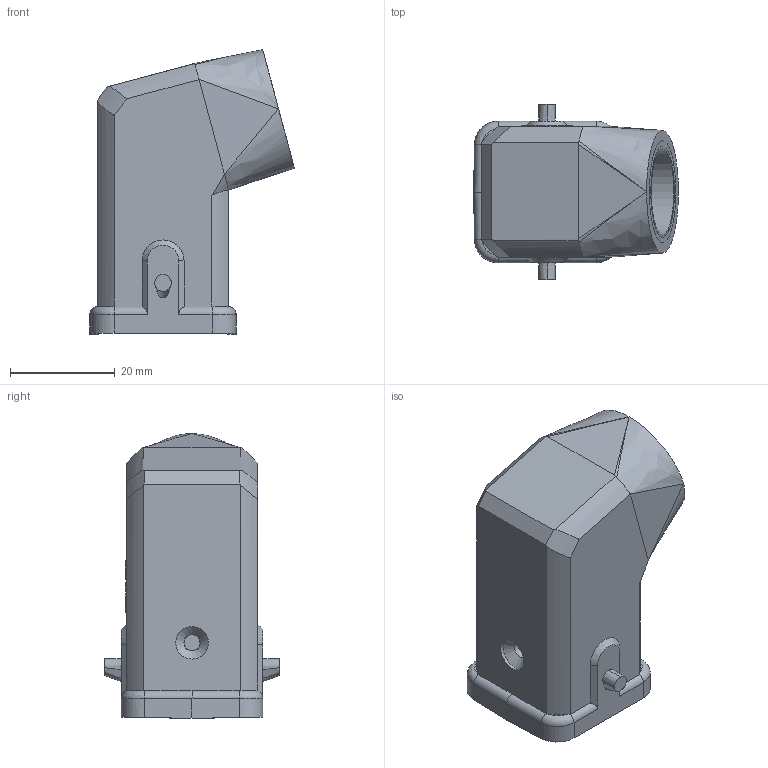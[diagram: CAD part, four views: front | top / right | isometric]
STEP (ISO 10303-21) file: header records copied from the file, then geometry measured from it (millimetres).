
FILE_DESCRIPTION((''),'2;1');
FILE_NAME('05200031642.stp','2020-07-08T08:08:38',('e.eickhoff'),(''),'Autodesk Inventor 2012','Autodesk Inventor 2012','');
FILE_SCHEMA(('AUTOMOTIVE_DESIGN { 1 0 10303 214 1 1 1 1 }'));
Length unit declared in the file: millimetre
Products named in the file (3): 05200031642; M16-PG11 Adapter
Assembly tree (2 placements, depth 2):
  05200031642
    05200031642
    M16-PG11 Adapter
Bounding box: 39.05 x 33.4 x 54.31 mm (x, y, z)
Volume: 14684.2 mm3; surface area: 12601.8 mm2
Topology: 2 solids, 2 shells, 269 faces, 695 edges, 438 vertices
Faces by surface type: plane 173, cylinder 59, bspline 25, cone 5, revolution 4, torus 3
Full cylindrical faces by diameter (mm): 0.923 x1, 1.021 x1, 6.2 x1, 15 x1, 16.5 x1, 17.5 x1, 19.5 x1
Entity records: 9148 total; most frequent: CARTESIAN_POINT 2394, ORIENTED_EDGE 1344, DIRECTION 1272, EDGE_CURVE 672, VERTEX_POINT 435, VECTOR 428, LINE 428, AXIS2_PLACEMENT_3D 420
